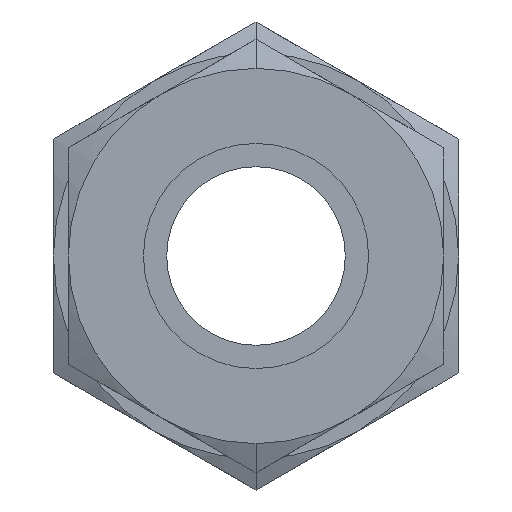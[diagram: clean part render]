
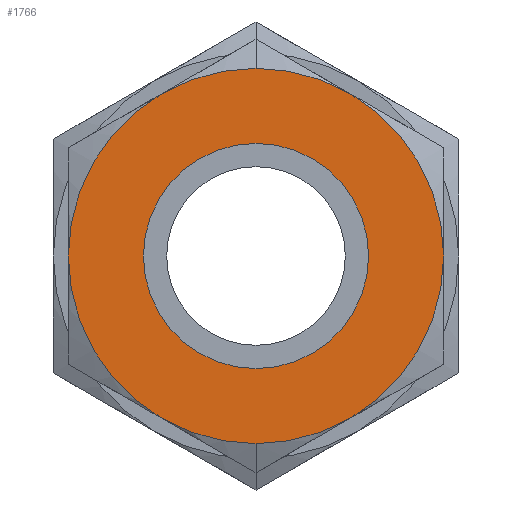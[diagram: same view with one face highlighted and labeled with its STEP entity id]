
A CAD part, left-side view. The second image highlights one B-rep face of the part: STEP entity #1766.
In plain terms, the highlighted planar face has unit normal (-1, 0, 0).
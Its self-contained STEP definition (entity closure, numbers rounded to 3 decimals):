
#760 = DIRECTION ( 'NONE',  ( 1., 0., 0. ) ) ;
#942 = DIRECTION ( 'NONE',  ( -1., 0., 0. ) ) ;
#946 = AXIS2_PLACEMENT_3D ( 'NONE', #7900, #7168, #3645 ) ;
#1424 = CARTESIAN_POINT ( 'NONE',  ( 0., 0., 0. ) ) ;
#1755 = DIRECTION ( 'NONE',  ( 1., 0., 0. ) ) ;
#1766 = ADVANCED_FACE ( 'NONE', ( #2368, #7460 ), #8190, .T. ) ;
#1887 = AXIS2_PLACEMENT_3D ( 'NONE', #1424, #760, #6467 ) ;
#2288 = CIRCLE ( 'NONE', #7774, 12.5 ) ;
#2368 = FACE_BOUND ( 'NONE', #5796, .T. ) ;
#2519 = DIRECTION ( 'NONE',  ( 0., 0., 1. ) ) ;
#2527 = CARTESIAN_POINT ( 'NONE',  ( 0., 0., 0. ) ) ;
#2773 = CIRCLE ( 'NONE', #946, 7.5 ) ;
#2856 = EDGE_CURVE ( 'NONE', #8989, #8437, #2773, .T. ) ;
#3172 = CARTESIAN_POINT ( 'NONE',  ( 0., 0., 6.25 ) ) ;
#3645 = DIRECTION ( 'NONE',  ( 0., 0., 1. ) ) ;
#4022 = ORIENTED_EDGE ( 'NONE', *, *, #2856, .T. ) ;
#4180 = CARTESIAN_POINT ( 'NONE',  ( 0., 0., -12.5 ) ) ;
#4277 = ORIENTED_EDGE ( 'NONE', *, *, #5288, .T. ) ;
#5019 = AXIS2_PLACEMENT_3D ( 'NONE', #5527, #5384, #5481 ) ;
#5160 = VERTEX_POINT ( 'NONE', #4180 ) ;
#5246 = CARTESIAN_POINT ( 'NONE',  ( 0., 0., 12.5 ) ) ;
#5288 = EDGE_CURVE ( 'NONE', #8437, #8989, #8283, .T. ) ;
#5384 = DIRECTION ( 'NONE',  ( 1., 0., 0. ) ) ;
#5481 = DIRECTION ( 'NONE',  ( 0., 0., -1. ) ) ;
#5527 = CARTESIAN_POINT ( 'NONE',  ( 0., 0., 0. ) ) ;
#5796 = EDGE_LOOP ( 'NONE', ( #4277, #4022 ) ) ;
#6467 = DIRECTION ( 'NONE',  ( 0., 0., -1. ) ) ;
#6898 = DIRECTION ( 'NONE',  ( 0., 0., 1. ) ) ;
#7093 = EDGE_CURVE ( 'NONE', #5160, #8787, #9316, .T. ) ;
#7135 = CARTESIAN_POINT ( 'NONE',  ( 0., 0., -7.5 ) ) ;
#7168 = DIRECTION ( 'NONE',  ( 1., 0., 0. ) ) ;
#7227 = ORIENTED_EDGE ( 'NONE', *, *, #7093, .F. ) ;
#7367 = EDGE_CURVE ( 'NONE', #8787, #5160, #2288, .T. ) ;
#7460 = FACE_OUTER_BOUND ( 'NONE', #7867, .T. ) ;
#7774 = AXIS2_PLACEMENT_3D ( 'NONE', #2527, #1755, #6898 ) ;
#7867 = EDGE_LOOP ( 'NONE', ( #8560, #7227 ) ) ;
#7900 = CARTESIAN_POINT ( 'NONE',  ( 0., 0., 0. ) ) ;
#8111 = CARTESIAN_POINT ( 'NONE',  ( 0., 0., 7.5 ) ) ;
#8190 = PLANE ( 'NONE',  #9061 ) ;
#8283 = CIRCLE ( 'NONE', #1887, 7.5 ) ;
#8437 = VERTEX_POINT ( 'NONE', #7135 ) ;
#8560 = ORIENTED_EDGE ( 'NONE', *, *, #7367, .F. ) ;
#8787 = VERTEX_POINT ( 'NONE', #5246 ) ;
#8989 = VERTEX_POINT ( 'NONE', #8111 ) ;
#9061 = AXIS2_PLACEMENT_3D ( 'NONE', #3172, #942, #2519 ) ;
#9316 = CIRCLE ( 'NONE', #5019, 12.5 ) ;
